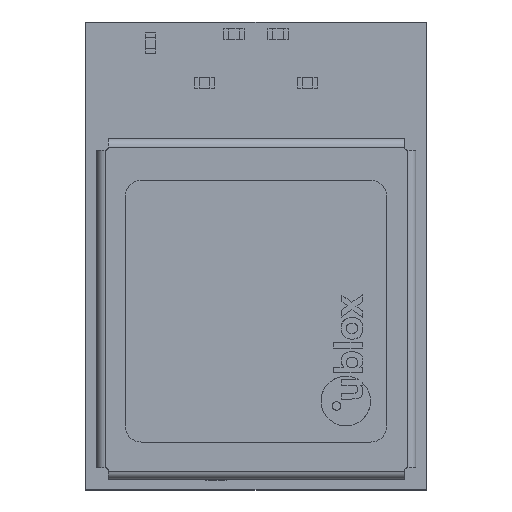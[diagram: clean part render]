
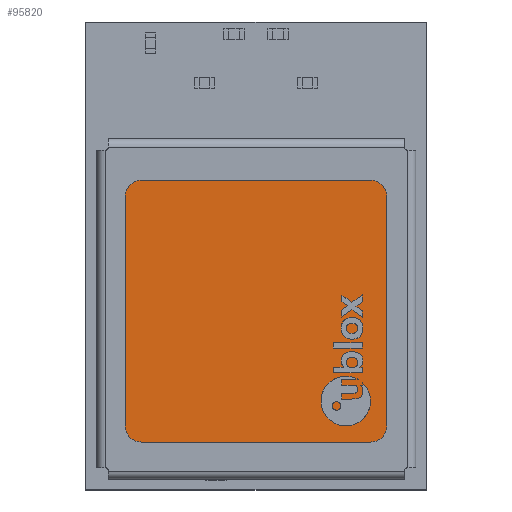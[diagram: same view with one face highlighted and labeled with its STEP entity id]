
A CAD part, top view. The second image highlights one B-rep face of the part: STEP entity #95820.
In plain terms, the highlighted planar face has unit normal (0, 0, 1).
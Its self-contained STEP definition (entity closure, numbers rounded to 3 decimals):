
#2099 = VECTOR ( 'NONE', #68703, 1000. ) ;
#3536 = VERTEX_POINT ( 'NONE', #80292 ) ;
#6083 = VERTEX_POINT ( 'NONE', #81652 ) ;
#6229 = EDGE_CURVE ( 'NONE', #36032, #49249, #58878, .T. ) ;
#6504 = CARTESIAN_POINT ( 'NONE',  ( -4., 4., 0.1 ) ) ;
#6676 = LINE ( 'NONE', #6504, #37831 ) ;
#12368 = VERTEX_POINT ( 'NONE', #46703 ) ;
#13817 = EDGE_CURVE ( 'NONE', #80239, #37750, #75780, .T. ) ;
#14649 = CARTESIAN_POINT ( 'NONE',  ( -4., 4., 0.1 ) ) ;
#14711 = DIRECTION ( 'NONE',  ( 0., 0., -1. ) ) ;
#15352 = VERTEX_POINT ( 'NONE', #41096 ) ;
#15386 = CARTESIAN_POINT ( 'NONE',  ( 3.5, -3.5, 0.1 ) ) ;
#19036 = VECTOR ( 'NONE', #92966, 1000. ) ;
#20982 = AXIS2_PLACEMENT_3D ( 'NONE', #82635, #37997, #22494 ) ;
#22494 = DIRECTION ( 'NONE',  ( 1., 0., 0. ) ) ;
#23382 = CARTESIAN_POINT ( 'NONE',  ( 4., -3.5, 0.1 ) ) ;
#24692 = CIRCLE ( 'NONE', #92794, 0.5 ) ;
#28251 = EDGE_CURVE ( 'NONE', #3536, #49249, #50097, .T. ) ;
#28577 = ORIENTED_EDGE ( 'NONE', *, *, #62222, .T. ) ;
#29845 = CARTESIAN_POINT ( 'NONE',  ( -3.5, -3.5, 0.1 ) ) ;
#33762 = CARTESIAN_POINT ( 'NONE',  ( 3.5, -4., 0.1 ) ) ;
#35169 = FACE_OUTER_BOUND ( 'NONE', #87709, .T. ) ;
#36032 = VERTEX_POINT ( 'NONE', #23382 ) ;
#37750 = VERTEX_POINT ( 'NONE', #33762 ) ;
#37831 = VECTOR ( 'NONE', #95661, 1000. ) ;
#37997 = DIRECTION ( 'NONE',  ( 0., 0., 1. ) ) ;
#38586 = DIRECTION ( 'NONE',  ( -1., 0., 0. ) ) ;
#38920 = CARTESIAN_POINT ( 'NONE',  ( 4., 4., 0.1 ) ) ;
#38981 = ORIENTED_EDGE ( 'NONE', *, *, #48444, .F. ) ;
#40815 = CARTESIAN_POINT ( 'NONE',  ( -3.5, -4., 0.1 ) ) ;
#41096 = CARTESIAN_POINT ( 'NONE',  ( -4., -3.5, 0.1 ) ) ;
#42426 = EDGE_CURVE ( 'NONE', #6083, #15352, #6676, .T. ) ;
#44133 = CARTESIAN_POINT ( 'NONE',  ( -3.5, 3.5, 0.1 ) ) ;
#44492 = DIRECTION ( 'NONE',  ( -1., 0., 0. ) ) ;
#46703 = CARTESIAN_POINT ( 'NONE',  ( -3.5, 4., 0.1 ) ) ;
#48444 = EDGE_CURVE ( 'NONE', #36032, #37750, #84791, .T. ) ;
#49249 = VERTEX_POINT ( 'NONE', #92837 ) ;
#50097 = CIRCLE ( 'NONE', #72854, 0.5 ) ;
#50301 = ORIENTED_EDGE ( 'NONE', *, *, #90931, .F. ) ;
#52948 = ORIENTED_EDGE ( 'NONE', *, *, #13817, .T. ) ;
#54268 = DIRECTION ( 'NONE',  ( -1., 0., 0. ) ) ;
#54285 = EDGE_CURVE ( 'NONE', #15352, #80239, #79024, .T. ) ;
#57973 = ORIENTED_EDGE ( 'NONE', *, *, #42426, .T. ) ;
#58259 = VECTOR ( 'NONE', #59977, 1000. ) ;
#58878 = LINE ( 'NONE', #38920, #2099 ) ;
#59611 = ORIENTED_EDGE ( 'NONE', *, *, #6229, .T. ) ;
#59977 = DIRECTION ( 'NONE',  ( -1., 0., 0. ) ) ;
#62010 = CARTESIAN_POINT ( 'NONE',  ( 3.5, 3.5, 0.1 ) ) ;
#62222 = EDGE_CURVE ( 'NONE', #3536, #12368, #69699, .T. ) ;
#63338 = CARTESIAN_POINT ( 'NONE',  ( -4., -4., 0.1 ) ) ;
#66519 = DIRECTION ( 'NONE',  ( -1., 0., 0. ) ) ;
#68703 = DIRECTION ( 'NONE',  ( 0., 1., 0. ) ) ;
#68764 = DIRECTION ( 'NONE',  ( 0., 0., -1. ) ) ;
#69699 = LINE ( 'NONE', #14649, #58259 ) ;
#70101 = AXIS2_PLACEMENT_3D ( 'NONE', #29845, #82877, #38586 ) ;
#72854 = AXIS2_PLACEMENT_3D ( 'NONE', #62010, #68764, #54268 ) ;
#75780 = LINE ( 'NONE', #63338, #19036 ) ;
#79024 = CIRCLE ( 'NONE', #70101, 0.5 ) ;
#80239 = VERTEX_POINT ( 'NONE', #40815 ) ;
#80292 = CARTESIAN_POINT ( 'NONE',  ( 3.5, 4., 0.1 ) ) ;
#81652 = CARTESIAN_POINT ( 'NONE',  ( -4., 3.5, 0.1 ) ) ;
#81892 = ORIENTED_EDGE ( 'NONE', *, *, #28251, .F. ) ;
#81985 = PLANE ( 'NONE',  #20982 ) ;
#82635 = CARTESIAN_POINT ( 'NONE',  ( 0., 0., 0.1 ) ) ;
#82877 = DIRECTION ( 'NONE',  ( 0., 0., 1. ) ) ;
#84791 = CIRCLE ( 'NONE', #94694, 0.5 ) ;
#85175 = ORIENTED_EDGE ( 'NONE', *, *, #54285, .T. ) ;
#87709 = EDGE_LOOP ( 'NONE', ( #59611, #81892, #28577, #50301, #57973, #85175, #52948, #38981 ) ) ;
#89429 = DIRECTION ( 'NONE',  ( 0., 0., -1. ) ) ;
#90931 = EDGE_CURVE ( 'NONE', #6083, #12368, #24692, .T. ) ;
#92794 = AXIS2_PLACEMENT_3D ( 'NONE', #44133, #14711, #66519 ) ;
#92837 = CARTESIAN_POINT ( 'NONE',  ( 4., 3.5, 0.1 ) ) ;
#92966 = DIRECTION ( 'NONE',  ( 1., 0., 0. ) ) ;
#94694 = AXIS2_PLACEMENT_3D ( 'NONE', #15386, #89429, #44492 ) ;
#95661 = DIRECTION ( 'NONE',  ( 0., -1., 0. ) ) ;
#95820 = ADVANCED_FACE ( 'N', ( #35169 ), #81985, .T. ) ;
